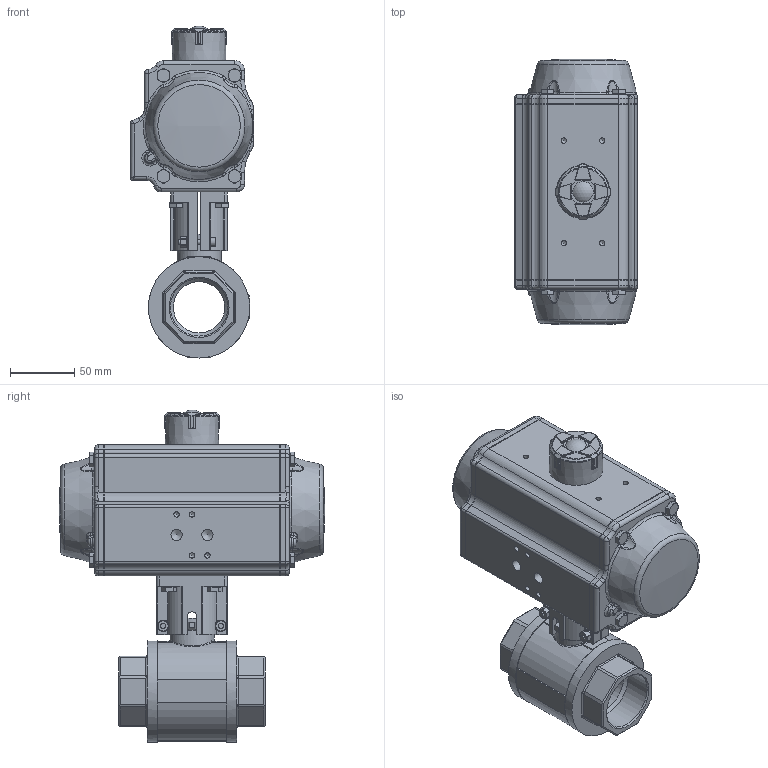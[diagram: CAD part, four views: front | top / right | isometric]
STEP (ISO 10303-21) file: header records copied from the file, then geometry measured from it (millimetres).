
FILE_DESCRIPTION(/* description */ ('Unknown'),/* implementation_level */ '2;1');
FILE_NAME(/* name */ 'FR03 0852-08',/* time_stamp */ '2022-10-20T12:48:46+02:00',/* author */ ('Unknown'),/* organization */ ('Unknown'),/* preprocessor_version */ 'ST-DEVELOPER v16.7',/* originating_system */ 'Solid Edge',/* authorisation */ 'Unknown');
FILE_SCHEMA (('AUTOMOTIVE_DESIGN {1 0 10303 214 3 1 1}'));
Length unit declared in the file: millimetre
Products named in the file (15): FR52-2.852.040; 2.852.040; Backen F05, Durchmesser 36; DW04_FR03_(DW70_FR52); ____; ________(___________; _____________; ______; hex head bolts-full thread grade c gb_GB_FASTENER_BOLT_HHBFTC M6X20-N; cup head nib bolts with large head gb_GB_FASTENER_BOLT_CHNBW M6X25-N; KP-75; DIN912M4x25; DIN126-M4; DIN934_M4; DIN 933 M6x18 A2-70 BLK_EDST
Assembly tree (30 placements, depth 4):
  FR52-2.852.040
    2.852.040
    Backen F05, Durchmesser 36  x2
    DW04_FR03_(DW70_FR52)
      ____
        ________(___________  x2
        _____________  x2
        ______
      hex head bolts-full thread grade c gb_GB_FASTENER_BOLT_HHBFTC M6X20-N  x8
      cup head nib bolts with large head gb_GB_FASTENER_BOLT_CHNBW M6X25-N
      KP-75
    DIN912M4x25  x2
    DIN126-M4  x2
    DIN934_M4  x2
    DIN 933 M6x18 A2-70 BLK_EDST  x4
Bounding box: 96 x 206.95 x 258.9 mm (x, y, z)
Volume: 1924208 mm3; surface area: 181164.8 mm2
Topology: 28 solids, 28 shells, 1341 faces, 3179 edges, 1896 vertices
Faces by surface type: plane 503, cylinder 402, bspline 152, cone 148, torus 115, sphere 21
Full cylindrical faces by diameter (mm): 3 x18, 3.242 x2, 3.3 x8, 4 x2, 4.2 x8, 4.5 x2, 4.66 x1, 5 x13, 5.6 x4, 6 x13, 6.2 x1, 6.647 x2, 6.8 x4, 7 x6, 8.8 x2, 9 x2, 10 x4, 21.8 x1, 24.6 x1, 32 x2, 35 x1, 38.5 x1, 40 x1, 44.845 x2, 79 x2
Entity records: 32567 total; most frequent: CARTESIAN_POINT 10740, DIRECTION 4155, ORIENTED_EDGE 4012, EDGE_CURVE 2006, AXIS2_PLACEMENT_3D 1634, VERTEX_POINT 1295, FACE_BOUND 1123, EDGE_LOOP 1095
